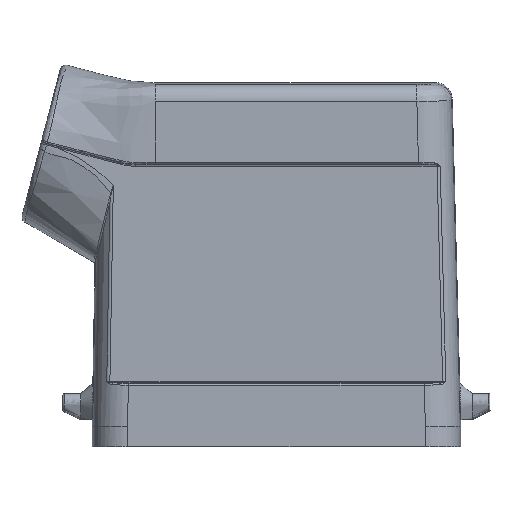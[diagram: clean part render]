
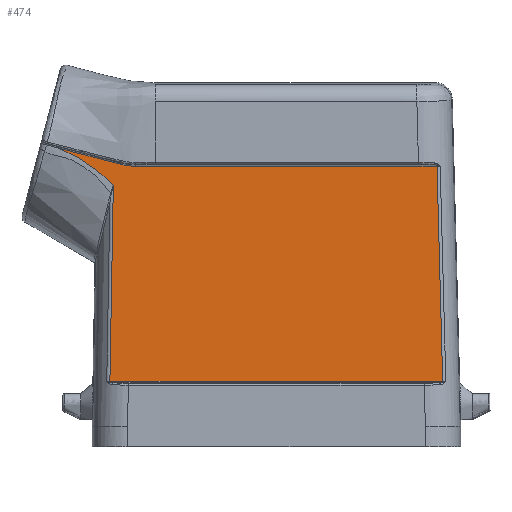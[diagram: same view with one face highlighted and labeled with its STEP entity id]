
A CAD part, left-side view. The second image highlights one B-rep face of the part: STEP entity #474.
In plain terms, the highlighted planar face has unit normal (-1, 0, 0).
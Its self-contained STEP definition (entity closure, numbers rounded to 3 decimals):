
#474=ADVANCED_FACE('',(#841),#770,.T.);
#770=PLANE('',#4674);
#841=FACE_OUTER_BOUND('',#1120,.T.);
#1120=EDGE_LOOP('',(#1791,#1792,#1793,#1794,#1795,#1796,#1797));
#1433=B_SPLINE_CURVE_WITH_KNOTS('',3,(#6139,#6140,#6141,#6142,#6143,#6144,
#6145,#6146),.UNSPECIFIED.,.F.,.F.,(4,2,2,4),(0.,0.25,0.5,1.),
 .UNSPECIFIED.);
#1652=CIRCLE('',#4673,10.084);
#1791=ORIENTED_EDGE('',*,*,#3546,.F.);
#1792=ORIENTED_EDGE('',*,*,#3547,.T.);
#1793=ORIENTED_EDGE('',*,*,#3548,.F.);
#1794=ORIENTED_EDGE('',*,*,#3549,.F.);
#1795=ORIENTED_EDGE('',*,*,#3550,.F.);
#1796=ORIENTED_EDGE('',*,*,#3551,.T.);
#1797=ORIENTED_EDGE('',*,*,#3552,.T.);
#3147=VERTEX_POINT('',#6129);
#3148=VERTEX_POINT('',#6130);
#3149=VERTEX_POINT('',#6132);
#3150=VERTEX_POINT('',#6134);
#3151=VERTEX_POINT('',#6136);
#3152=VERTEX_POINT('',#6138);
#3153=VERTEX_POINT('',#6147);
#3546=EDGE_CURVE('',#3147,#3148,#4224,.T.);
#3547=EDGE_CURVE('',#3147,#3149,#4225,.T.);
#3548=EDGE_CURVE('',#3150,#3149,#4226,.T.);
#3549=EDGE_CURVE('',#3151,#3150,#1652,.T.);
#3550=EDGE_CURVE('',#3152,#3151,#4227,.T.);
#3551=EDGE_CURVE('',#3152,#3153,#1433,.T.);
#3552=EDGE_CURVE('',#3153,#3148,#4228,.T.);
#4224=LINE('',#6128,#4444);
#4225=LINE('',#6131,#4445);
#4226=LINE('',#6133,#4446);
#4227=LINE('',#6137,#4447);
#4228=LINE('',#6148,#4448);
#4444=VECTOR('',#5083,1.);
#4445=VECTOR('',#5084,1.);
#4446=VECTOR('',#5085,1.);
#4447=VECTOR('',#5088,1.);
#4448=VECTOR('',#5089,1.);
#4673=AXIS2_PLACEMENT_3D('',#6135,#5086,#5087);
#4674=AXIS2_PLACEMENT_3D('',#6149,#5090,#5091);
#5083=DIRECTION('',(0.,1.,0.));
#5084=DIRECTION('',(0.,0.026,1.));
#5085=DIRECTION('',(0.,-1.,0.));
#5086=DIRECTION('',(-1.,0.,0.));
#5087=DIRECTION('',(0.,0.,-1.));
#5088=DIRECTION('',(0.,-0.968,-0.253));
#5089=DIRECTION('',(0.,0.017,-1.));
#5090=DIRECTION('',(-1.,0.,0.));
#5091=DIRECTION('',(0.,0.,1.));
#6128=CARTESIAN_POINT('',(-13.5,-28.144,11.084));
#6129=CARTESIAN_POINT('',(-13.5,-28.139,11.084));
#6130=CARTESIAN_POINT('',(-13.5,28.208,11.084));
#6131=CARTESIAN_POINT('',(-13.5,-28.381,1.817));
#6132=CARTESIAN_POINT('',(-13.5,-27.185,47.515));
#6133=CARTESIAN_POINT('',(-13.5,-27.516,47.515));
#6134=CARTESIAN_POINT('',(-13.5,23.867,47.515));
#6135=CARTESIAN_POINT('',(-13.5,23.867,57.599));
#6136=CARTESIAN_POINT('',(-13.5,26.413,47.842));
#6137=CARTESIAN_POINT('',(-13.5,37.653,50.776));
#6138=CARTESIAN_POINT('',(-13.5,36.906,50.581));
#6139=CARTESIAN_POINT('',(-13.5,36.906,50.581));
#6140=CARTESIAN_POINT('',(-13.5,36.064,50.162));
#6141=CARTESIAN_POINT('',(-13.5,35.176,49.836));
#6142=CARTESIAN_POINT('',(-13.5,33.517,48.952));
#6143=CARTESIAN_POINT('',(-13.5,32.713,48.468));
#6144=CARTESIAN_POINT('',(-13.5,30.381,46.892));
#6145=CARTESIAN_POINT('',(-13.5,28.96,45.646));
#6146=CARTESIAN_POINT('',(-13.5,27.628,44.318));
#6147=CARTESIAN_POINT('',(-13.5,27.628,44.318));
#6148=CARTESIAN_POINT('',(-13.5,30.097,-97.124));
#6149=CARTESIAN_POINT('',(-13.5,-27.516,47.599));
